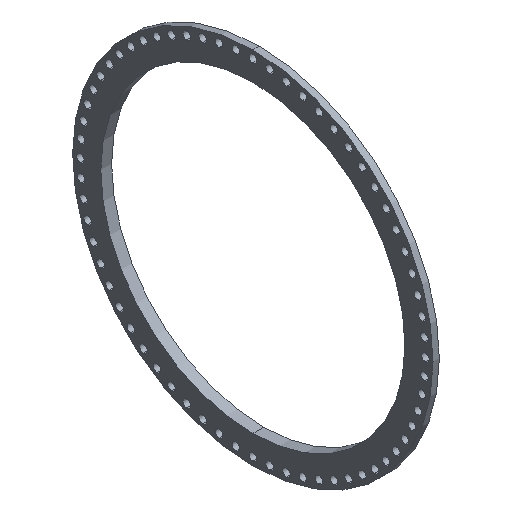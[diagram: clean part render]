
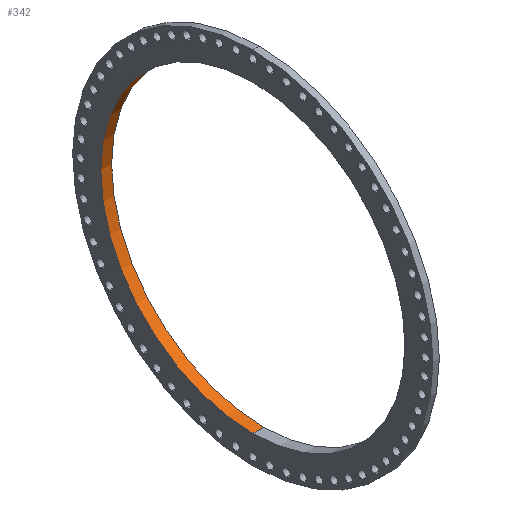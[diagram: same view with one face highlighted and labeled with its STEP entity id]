
A CAD part, isometric view. The second image highlights one B-rep face of the part: STEP entity #342.
In plain terms, the highlighted cylindrical face has radius 1069.18 mm (diameter 2138.36 mm), a partial arc.
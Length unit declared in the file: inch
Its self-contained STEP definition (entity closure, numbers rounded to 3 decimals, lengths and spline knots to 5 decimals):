
#94 = DIRECTION ( 'NONE',  ( -1., 0., 0. ) ) ;
#116 = CARTESIAN_POINT ( 'NONE',  ( 2.86236, 0., 0. ) ) ;
#131 = EDGE_CURVE ( 'NONE', #326, #4062, #3360, .T. ) ;
#326 = VERTEX_POINT ( 'NONE', #1520 ) ;
#342 = ADVANCED_FACE ( 'NONE', ( #1171 ), #4688, .F. ) ;
#495 = EDGE_CURVE ( 'NONE', #4118, #532, #4617, .T. ) ;
#532 = VERTEX_POINT ( 'NONE', #1198 ) ;
#857 = VECTOR ( 'NONE', #4857, 39.37008 ) ;
#860 = ORIENTED_EDGE ( 'NONE', *, *, #3048, .F. ) ;
#870 = LINE ( 'NONE', #1647, #857 ) ;
#1152 = CARTESIAN_POINT ( 'NONE',  ( 2.86236, 0., -42.09375 ) ) ;
#1171 = FACE_OUTER_BOUND ( 'NONE', #4867, .T. ) ;
#1198 = CARTESIAN_POINT ( 'NONE',  ( -0.13764, 0., -42.09375 ) ) ;
#1386 = AXIS2_PLACEMENT_3D ( 'NONE', #3431, #1462, #3854 ) ;
#1462 = DIRECTION ( 'NONE',  ( -1., 0., 0. ) ) ;
#1520 = CARTESIAN_POINT ( 'NONE',  ( 2.86236, 0., 42.09375 ) ) ;
#1643 = CARTESIAN_POINT ( 'NONE',  ( 0., 0., -42.09375 ) ) ;
#1647 = CARTESIAN_POINT ( 'NONE',  ( 0., 0., 42.09375 ) ) ;
#1714 = AXIS2_PLACEMENT_3D ( 'NONE', #3639, #3236, #4855 ) ;
#1955 = ORIENTED_EDGE ( 'NONE', *, *, #131, .F. ) ;
#2402 = LINE ( 'NONE', #1643, #3574 ) ;
#2741 = DIRECTION ( 'NONE',  ( 0., 0., 1. ) ) ;
#3020 = AXIS2_PLACEMENT_3D ( 'NONE', #116, #4723, #2741 ) ;
#3048 = EDGE_CURVE ( 'NONE', #4062, #532, #2402, .T. ) ;
#3133 = CARTESIAN_POINT ( 'NONE',  ( -0.13764, 0., 42.09375 ) ) ;
#3236 = DIRECTION ( 'NONE',  ( -1., 0., 0. ) ) ;
#3356 = ORIENTED_EDGE ( 'NONE', *, *, #495, .T. ) ;
#3360 = CIRCLE ( 'NONE', #3020, 42.09375 ) ;
#3431 = CARTESIAN_POINT ( 'NONE',  ( 0., 0., 0. ) ) ;
#3574 = VECTOR ( 'NONE', #94, 39.37008 ) ;
#3639 = CARTESIAN_POINT ( 'NONE',  ( -0.13764, 0., 0. ) ) ;
#3854 = DIRECTION ( 'NONE',  ( 0., 0., 1. ) ) ;
#4062 = VERTEX_POINT ( 'NONE', #1152 ) ;
#4118 = VERTEX_POINT ( 'NONE', #3133 ) ;
#4142 = EDGE_CURVE ( 'NONE', #326, #4118, #870, .T. ) ;
#4462 = ORIENTED_EDGE ( 'NONE', *, *, #4142, .T. ) ;
#4617 = CIRCLE ( 'NONE', #1714, 42.09375 ) ;
#4688 = CYLINDRICAL_SURFACE ( 'NONE', #1386, 42.09375 ) ;
#4723 = DIRECTION ( 'NONE',  ( -1., 0., 0. ) ) ;
#4855 = DIRECTION ( 'NONE',  ( 0., 0., 1. ) ) ;
#4857 = DIRECTION ( 'NONE',  ( -1., 0., 0. ) ) ;
#4867 = EDGE_LOOP ( 'NONE', ( #860, #1955, #4462, #3356 ) ) ;
